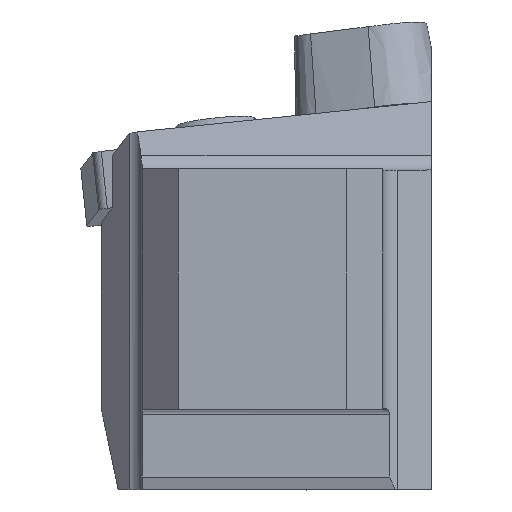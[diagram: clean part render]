
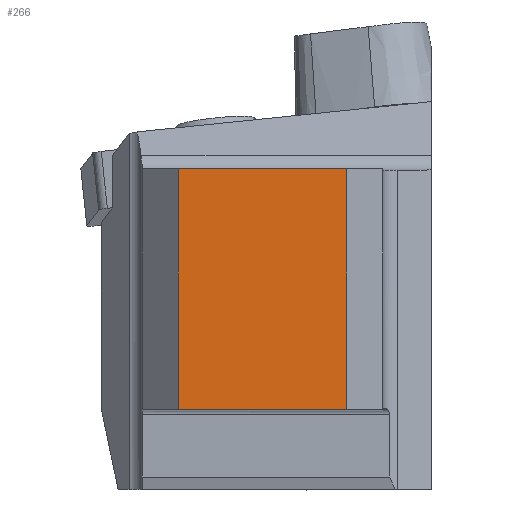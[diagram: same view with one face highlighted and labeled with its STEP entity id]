
A CAD part, top view. The second image highlights one B-rep face of the part: STEP entity #266.
In plain terms, the highlighted planar face has unit normal (0, 0, 1).
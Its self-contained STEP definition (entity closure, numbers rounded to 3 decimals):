
#266=ADVANCED_FACE('CU_BACK_SU1',(#387),#332,.F.);
#332=PLANE('',#1612);
#387=FACE_OUTER_BOUND('',#458,.T.);
#458=EDGE_LOOP('',(#659,#660,#661,#662));
#659=ORIENTED_EDGE('',*,*,#1165,.F.);
#660=ORIENTED_EDGE('',*,*,#1166,.T.);
#661=ORIENTED_EDGE('',*,*,#1167,.T.);
#662=ORIENTED_EDGE('',*,*,#1168,.F.);
#1000=VERTEX_POINT('',#2522);
#1001=VERTEX_POINT('',#2523);
#1002=VERTEX_POINT('',#2525);
#1003=VERTEX_POINT('',#2527);
#1165=EDGE_CURVE('',#1000,#1001,#1321,.T.);
#1166=EDGE_CURVE('',#1000,#1002,#1322,.T.);
#1167=EDGE_CURVE('',#1002,#1003,#1323,.T.);
#1168=EDGE_CURVE('',#1001,#1003,#1324,.T.);
#1321=LINE('',#2521,#1436);
#1322=LINE('',#2524,#1437);
#1323=LINE('',#2526,#1438);
#1324=LINE('',#2528,#1439);
#1436=VECTOR('',#1875,1.);
#1437=VECTOR('',#1876,1.);
#1438=VECTOR('',#1877,1.);
#1439=VECTOR('',#1878,1.);
#1612=AXIS2_PLACEMENT_3D('',#2529,#1879,#1880);
#1875=DIRECTION('',(0.,1.,0.));
#1876=DIRECTION('',(1.,0.,0.));
#1877=DIRECTION('',(0.,1.,0.));
#1878=DIRECTION('',(1.,0.,0.));
#1879=DIRECTION('',(0.,0.,-1.));
#1880=DIRECTION('',(-1.,0.,0.));
#2521=CARTESIAN_POINT('',(-16.925,0.,0.));
#2522=CARTESIAN_POINT('',(-16.925,0.,0.));
#2523=CARTESIAN_POINT('',(-16.925,19.925,0.));
#2524=CARTESIAN_POINT('',(-110.,0.,0.));
#2525=CARTESIAN_POINT('',(-3.,0.,0.));
#2526=CARTESIAN_POINT('',(-3.,0.,0.));
#2527=CARTESIAN_POINT('',(-3.,19.925,0.));
#2528=CARTESIAN_POINT('',(-110.,19.925,0.));
#2529=CARTESIAN_POINT('',(28.496,44.925,0.));
